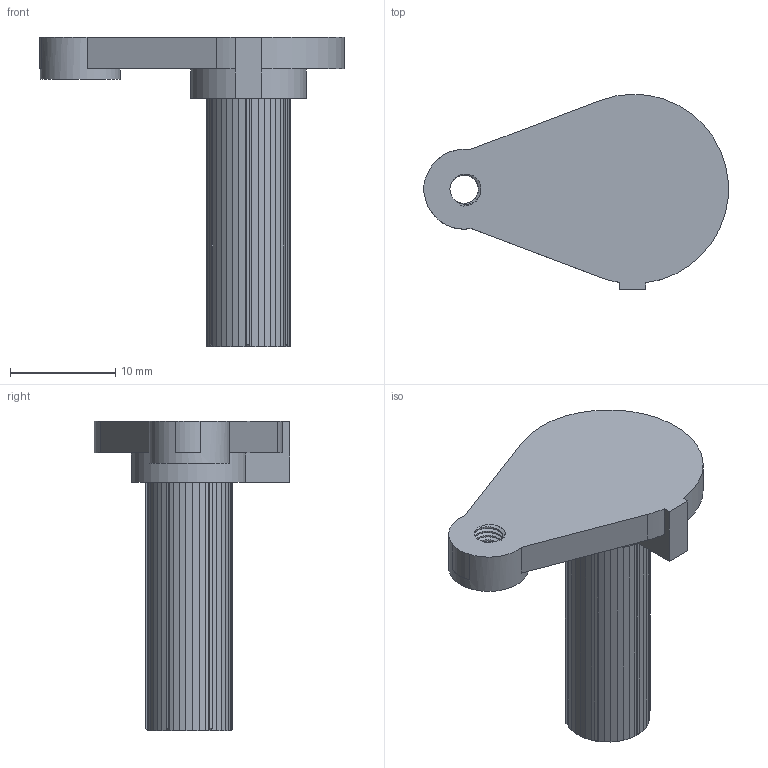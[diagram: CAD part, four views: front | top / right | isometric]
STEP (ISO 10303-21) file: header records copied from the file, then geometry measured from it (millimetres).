
FILE_DESCRIPTION(('FreeCAD Model'),'2;1');
FILE_NAME('Open CASCADE Shape Model','2023-08-03T09:48:22',(''),(''), 'Open CASCADE STEP processor 7.6','FreeCAD','Unknown');
FILE_SCHEMA(('AUTOMOTIVE_DESIGN { 1 0 10303 214 1 1 1 1 }'));
Products named in the file (1): PolarPattern021
Bounding box: 28.97 x 18.58 x 29.4 mm (x, y, z)
Volume: 2438.8 mm3; surface area: 2097.5 mm2
Topology: 1 solids, 1 shells, 297 faces, 682 edges, 389 vertices
Faces by surface type: bspline 166, plane 76, cylinder 53, cone 2
Full cylindrical faces by diameter (mm): 2.6 x45, 7.6 x1
Entity records: 50212 total; most frequent: CARTESIAN_POINT 38772, ORIENTED_EDGE 1364, PCURVE 1364, DEFINITIONAL_REPRESENTATION 1364, DIRECTION 1241, B_SPLINE_CURVE_WITH_KNOTS 1092, LINE 910, VECTOR 910
